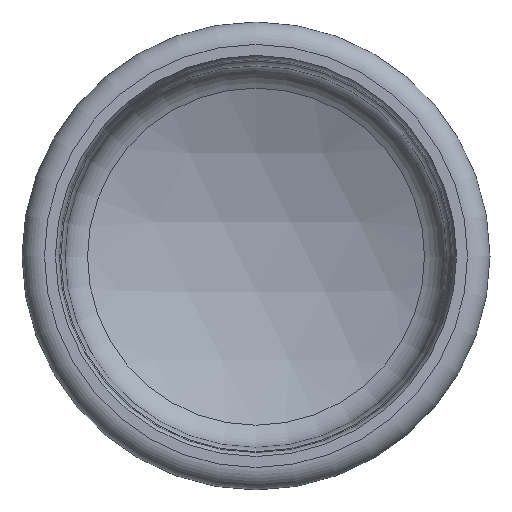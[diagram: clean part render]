
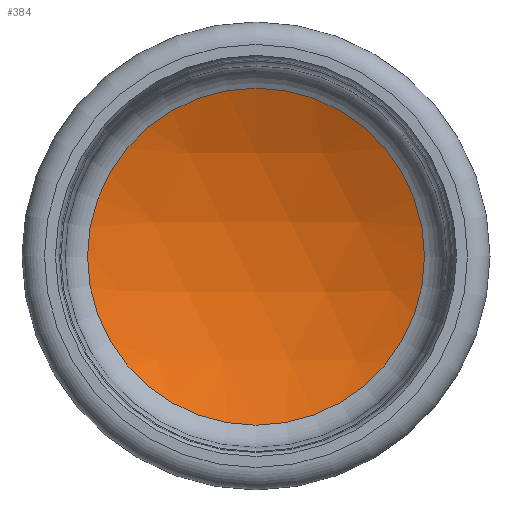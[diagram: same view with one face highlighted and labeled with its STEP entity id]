
A CAD part, top view. The second image highlights one B-rep face of the part: STEP entity #384.
In plain terms, the highlighted spherical face has radius 139.7 mm.
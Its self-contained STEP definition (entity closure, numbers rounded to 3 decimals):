
#18=SPHERICAL_SURFACE('',#445,139.7);
#42=FACE_OUTER_BOUND('',#61,.T.);
#61=EDGE_LOOP('',(#275,#276));
#98=CIRCLE('',#446,59.867);
#99=CIRCLE('',#447,59.867);
#152=VERTEX_POINT('',#703);
#153=VERTEX_POINT('',#704);
#203=EDGE_CURVE('',#152,#153,#98,.T.);
#204=EDGE_CURVE('',#153,#152,#99,.T.);
#275=ORIENTED_EDGE('',*,*,#203,.F.);
#276=ORIENTED_EDGE('',*,*,#204,.F.);
#384=ADVANCED_FACE('',(#42),#18,.F.);
#445=AXIS2_PLACEMENT_3D('',#702,#551,#552);
#446=AXIS2_PLACEMENT_3D('',#705,#553,#554);
#447=AXIS2_PLACEMENT_3D('',#706,#555,#556);
#551=DIRECTION('center_axis',(0.,-1.,0.));
#552=DIRECTION('ref_axis',(-1.,0.,0.));
#553=DIRECTION('center_axis',(0.,0.,
-1.));
#554=DIRECTION('ref_axis',(-1.,0.,0.));
#555=DIRECTION('center_axis',(0.,0.,
-1.));
#556=DIRECTION('ref_axis',(-1.,0.,0.));
#702=CARTESIAN_POINT('Origin',(0.,0.,
-20.3));
#703=CARTESIAN_POINT('',(59.867,0.,-146.522));
#704=CARTESIAN_POINT('',(0.,59.867,-146.522));
#705=CARTESIAN_POINT('Origin',(0.,0.,
-146.522));
#706=CARTESIAN_POINT('Origin',(0.,0.,
-146.522));
